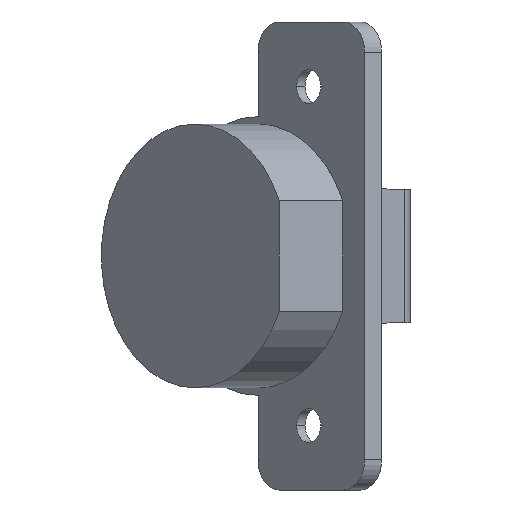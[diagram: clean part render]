
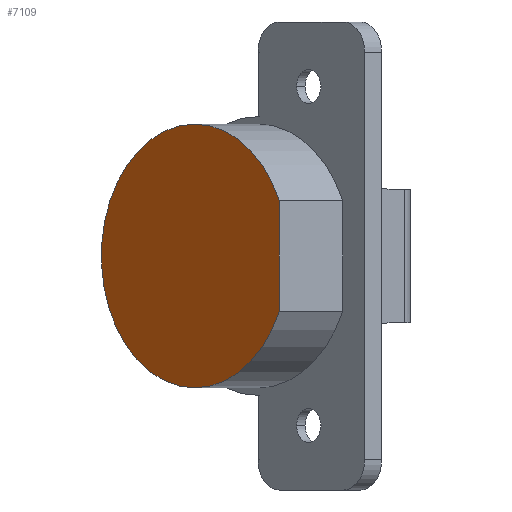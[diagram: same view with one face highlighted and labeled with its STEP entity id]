
A CAD part, front view. The second image highlights one B-rep face of the part: STEP entity #7109.
In plain terms, the highlighted planar face has unit normal (-0.707, -0.707, 0).
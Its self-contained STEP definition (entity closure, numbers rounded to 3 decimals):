
#2476=DIRECTION('',(0.,0.,-1.));
#2477=VECTOR('',#2476,14.642);
#2478=CARTESIAN_POINT('',(14.991,-31.82,7.321));
#2479=LINE('',#2478,#2477);
#2483=CARTESIAN_POINT('',(3.751,-20.58,0.));
#2484=DIRECTION('',(0.707,0.707,0.));
#2485=DIRECTION('',(0.642,-0.642,-0.418));
#2486=AXIS2_PLACEMENT_3D('',#2483,#2484,#2485);
#2491=CARTESIAN_POINT('',(3.751,-20.58,0.));
#2492=DIRECTION('',(0.707,0.707,0.));
#2493=DIRECTION('',(0.,0.,-1.));
#2494=AXIS2_PLACEMENT_3D('',#2491,#2492,#2493);
#2499=CARTESIAN_POINT('',(3.751,-20.58,0.));
#2500=DIRECTION('',(0.707,0.707,0.));
#2501=DIRECTION('',(-0.642,0.642,0.418));
#2502=AXIS2_PLACEMENT_3D('',#2499,#2500,#2501);
#2507=CARTESIAN_POINT('',(3.751,-20.58,0.));
#2508=DIRECTION('',(0.707,0.707,0.));
#2509=DIRECTION('',(0.,0.,1.));
#2510=AXIS2_PLACEMENT_3D('',#2507,#2508,#2509);
#5413=CARTESIAN_POINT('',(14.991,-31.82,7.321));
#5414=VERTEX_POINT('',#5413);
#5415=CARTESIAN_POINT('',(14.991,-31.82,
-7.321));
#5416=CARTESIAN_POINT('',(3.751,-20.58,-17.5));
#5417=VERTEX_POINT('',#5415);
#5418=VERTEX_POINT('',#5416);
#5419=CARTESIAN_POINT('',(-7.488,-9.341,
7.321));
#5420=VERTEX_POINT('',#5419);
#5421=CARTESIAN_POINT('',(3.751,-20.58,17.5));
#5422=VERTEX_POINT('',#5421);
#7097=CARTESIAN_POINT('',(3.751,-20.58,0.));
#7098=DIRECTION('',(-0.707,-0.707,0.));
#7099=DIRECTION('',(-0.707,0.707,0.));
#7100=AXIS2_PLACEMENT_3D('',#7097,#7098,#7099);
#7101=PLANE('',#7100);
#7102=ORIENTED_EDGE('',*,*,#7089,.T.);
#7103=ORIENTED_EDGE('',*,*,#7017,.T.);
#7104=ORIENTED_EDGE('',*,*,#7015,.T.);
#7105=ORIENTED_EDGE('',*,*,#7013,.T.);
#7106=ORIENTED_EDGE('',*,*,#7011,.T.);
#7107=EDGE_LOOP('',(#7102,#7103,#7104,#7105,#7106));
#7108=FACE_OUTER_BOUND('',#7107,.F.);
#2487=CIRCLE('',#2486,17.5);
#2495=CIRCLE('',#2494,17.5);
#2503=CIRCLE('',#2502,17.5);
#2511=CIRCLE('',#2510,17.5);
#7011=EDGE_CURVE('',#5422,#5414,#2511,.T.);
#7013=EDGE_CURVE('',#5420,#5422,#2503,.T.);
#7015=EDGE_CURVE('',#5418,#5420,#2495,.T.);
#7017=EDGE_CURVE('',#5417,#5418,#2487,.T.);
#7089=EDGE_CURVE('',#5414,#5417,#2479,.T.);
#7109=ADVANCED_FACE('',(#7108),#7101,.T.);
